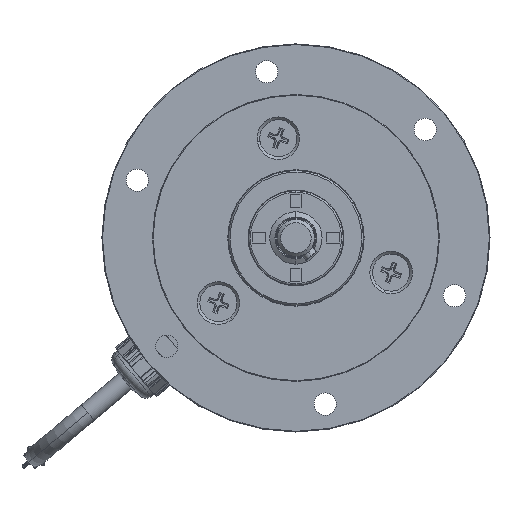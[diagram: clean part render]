
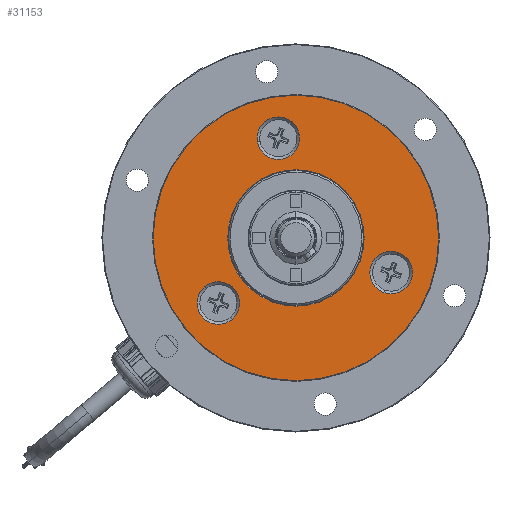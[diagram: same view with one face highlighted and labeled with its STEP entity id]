
A CAD part, front view. The second image highlights one B-rep face of the part: STEP entity #31153.
In plain terms, the highlighted planar face has unit normal (0, -1, 0).
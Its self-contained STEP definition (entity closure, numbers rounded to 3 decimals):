
#230 = CARTESIAN_POINT ( 'NONE',  ( 0., 0., 0. ) ) ;
#777 = ORIENTED_EDGE ( 'NONE', *, *, #29861, .T. ) ;
#1660 = AXIS2_PLACEMENT_3D ( 'NONE', #26091, #28870, #14517 ) ;
#1672 = ORIENTED_EDGE ( 'NONE', *, *, #22465, .T. ) ;
#1691 = CARTESIAN_POINT ( 'NONE',  ( -27.031, 0., -14.458 ) ) ;
#2152 = VERTEX_POINT ( 'NONE', #22307 ) ;
#2370 = DIRECTION ( 'NONE',  ( 0., -1., 0. ) ) ;
#2774 = DIRECTION ( 'NONE',  ( -0.342, 0., -0.94 ) ) ;
#3732 = CIRCLE ( 'NONE', #13410, 42.3 ) ;
#3776 = CARTESIAN_POINT ( 'NONE',  ( 30.346, 0., -4.341 ) ) ;
#3834 = FACE_BOUND ( 'NONE', #29217, .T. ) ;
#4096 = EDGE_LOOP ( 'NONE', ( #777, #1672 ) ) ;
#4279 = CARTESIAN_POINT ( 'NONE',  ( -22.981, 0., -19.284 ) ) ;
#4668 = CIRCLE ( 'NONE', #14267, 6.3 ) ;
#5168 = CARTESIAN_POINT ( 'NONE',  ( 28.191, 0., -10.261 ) ) ;
#5212 = AXIS2_PLACEMENT_3D ( 'NONE', #12305, #29136, #14773 ) ;
#5813 = ORIENTED_EDGE ( 'NONE', *, *, #6159, .T. ) ;
#5967 = AXIS2_PLACEMENT_3D ( 'NONE', #230, #17641, #2774 ) ;
#6159 = EDGE_CURVE ( 'NONE', #22432, #29064, #19488, .T. ) ;
#6782 = DIRECTION ( 'NONE',  ( -0.643, 0., 0.766 ) ) ;
#7690 = DIRECTION ( 'NONE',  ( -0.342, 0., -0.94 ) ) ;
#7745 = CIRCLE ( 'NONE', #15820, 6.3 ) ;
#8438 = AXIS2_PLACEMENT_3D ( 'NONE', #25082, #23666, #23354 ) ;
#8978 = ORIENTED_EDGE ( 'NONE', *, *, #28596, .F. ) ;
#10180 = CARTESIAN_POINT ( 'NONE',  ( -5.209, 0., 29.544 ) ) ;
#10432 = FACE_BOUND ( 'NONE', #21094, .T. ) ;
#10598 = ORIENTED_EDGE ( 'NONE', *, *, #27398, .F. ) ;
#11093 = VERTEX_POINT ( 'NONE', #1691 ) ;
#12305 = CARTESIAN_POINT ( 'NONE',  ( 28.191, 0., -10.261 ) ) ;
#12691 = DIRECTION ( 'NONE',  ( 0.985, 0., 0.174 ) ) ;
#13073 = CIRCLE ( 'NONE', #17897, 20.2 ) ;
#13410 = AXIS2_PLACEMENT_3D ( 'NONE', #27874, #13461, #30218 ) ;
#13461 = DIRECTION ( 'NONE',  ( 0., -1., 0. ) ) ;
#13943 = DIRECTION ( 'NONE',  ( 0., -1., 0. ) ) ;
#14225 = CARTESIAN_POINT ( 'NONE',  ( 0., 0., 0. ) ) ;
#14267 = AXIS2_PLACEMENT_3D ( 'NONE', #10180, #27151, #12691 ) ;
#14517 = DIRECTION ( 'NONE',  ( -0.342, 0., -0.94 ) ) ;
#14746 = ORIENTED_EDGE ( 'NONE', *, *, #28000, .F. ) ;
#14773 = DIRECTION ( 'NONE',  ( -0.342, 0., -0.94 ) ) ;
#14848 = VERTEX_POINT ( 'NONE', #31489 ) ;
#14945 = CARTESIAN_POINT ( 'NONE',  ( -18.932, 0., -24.11 ) ) ;
#15614 = ORIENTED_EDGE ( 'NONE', *, *, #26394, .F. ) ;
#15820 = AXIS2_PLACEMENT_3D ( 'NONE', #4279, #21513, #6782 ) ;
#16670 = DIRECTION ( 'NONE',  ( -0.342, 0., -0.94 ) ) ;
#17252 = CARTESIAN_POINT ( 'NONE',  ( -5.209, 0., 29.544 ) ) ;
#17455 = AXIS2_PLACEMENT_3D ( 'NONE', #5168, #22371, #7690 ) ;
#17641 = DIRECTION ( 'NONE',  ( 0., -1., 0. ) ) ;
#17897 = AXIS2_PLACEMENT_3D ( 'NONE', #14225, #30930, #16670 ) ;
#17991 = EDGE_LOOP ( 'NONE', ( #28403, #5813 ) ) ;
#18029 = CARTESIAN_POINT ( 'NONE',  ( 26.036, 0., -16.181 ) ) ;
#19488 = CIRCLE ( 'NONE', #8438, 20.2 ) ;
#19689 = DIRECTION ( 'NONE',  ( 0.985, 0., 0.174 ) ) ;
#19722 = CIRCLE ( 'NONE', #17455, 6.3 ) ;
#19875 = EDGE_LOOP ( 'NONE', ( #14746, #20361 ) ) ;
#20330 = AXIS2_PLACEMENT_3D ( 'NONE', #28337, #13943, #30683 ) ;
#20361 = ORIENTED_EDGE ( 'NONE', *, *, #21798, .F. ) ;
#21094 = EDGE_LOOP ( 'NONE', ( #8978, #15614 ) ) ;
#21465 = CARTESIAN_POINT ( 'NONE',  ( 0.995, 0., 30.638 ) ) ;
#21513 = DIRECTION ( 'NONE',  ( 0., -1., 0. ) ) ;
#21798 = EDGE_CURVE ( 'NONE', #30007, #29034, #26315, .T. ) ;
#22032 = VERTEX_POINT ( 'NONE', #30034 ) ;
#22083 = EDGE_CURVE ( 'NONE', #29064, #22432, #13073, .T. ) ;
#22307 = CARTESIAN_POINT ( 'NONE',  ( -11.414, 0., 28.45 ) ) ;
#22371 = DIRECTION ( 'NONE',  ( 0., -1., 0. ) ) ;
#22432 = VERTEX_POINT ( 'NONE', #27782 ) ;
#22465 = EDGE_CURVE ( 'NONE', #14848, #22032, #3732, .T. ) ;
#22884 = VERTEX_POINT ( 'NONE', #14945 ) ;
#23354 = DIRECTION ( 'NONE',  ( -0.342, 0., -0.94 ) ) ;
#23445 = FACE_OUTER_BOUND ( 'NONE', #4096, .T. ) ;
#23666 = DIRECTION ( 'NONE',  ( 0., 1., 0. ) ) ;
#23859 = CIRCLE ( 'NONE', #20330, 6.3 ) ;
#24190 = CIRCLE ( 'NONE', #5967, 42.3 ) ;
#24386 = ORIENTED_EDGE ( 'NONE', *, *, #28302, .F. ) ;
#25082 = CARTESIAN_POINT ( 'NONE',  ( 0., 0., 0. ) ) ;
#25726 = AXIS2_PLACEMENT_3D ( 'NONE', #17252, #2370, #19689 ) ;
#26091 = CARTESIAN_POINT ( 'NONE',  ( 0., 0., 0. ) ) ;
#26290 = VERTEX_POINT ( 'NONE', #21465 ) ;
#26315 = CIRCLE ( 'NONE', #5212, 6.3 ) ;
#26394 = EDGE_CURVE ( 'NONE', #2152, #26290, #26510, .T. ) ;
#26508 = PLANE ( 'NONE',  #1660 ) ;
#26510 = CIRCLE ( 'NONE', #25726, 6.3 ) ;
#27151 = DIRECTION ( 'NONE',  ( 0., -1., 0. ) ) ;
#27398 = EDGE_CURVE ( 'NONE', #22884, #11093, #23859, .T. ) ;
#27656 = CARTESIAN_POINT ( 'NONE',  ( -6.909, 0., -18.982 ) ) ;
#27782 = CARTESIAN_POINT ( 'NONE',  ( 6.909, 0., 18.982 ) ) ;
#27874 = CARTESIAN_POINT ( 'NONE',  ( 0., 0., 0. ) ) ;
#28000 = EDGE_CURVE ( 'NONE', #29034, #30007, #19722, .T. ) ;
#28302 = EDGE_CURVE ( 'NONE', #11093, #22884, #7745, .T. ) ;
#28337 = CARTESIAN_POINT ( 'NONE',  ( -22.981, 0., -19.284 ) ) ;
#28403 = ORIENTED_EDGE ( 'NONE', *, *, #22083, .T. ) ;
#28596 = EDGE_CURVE ( 'NONE', #26290, #2152, #4668, .T. ) ;
#28870 = DIRECTION ( 'NONE',  ( 0., -1., 0. ) ) ;
#28964 = FACE_BOUND ( 'NONE', #19875, .T. ) ;
#29034 = VERTEX_POINT ( 'NONE', #18029 ) ;
#29064 = VERTEX_POINT ( 'NONE', #27656 ) ;
#29136 = DIRECTION ( 'NONE',  ( 0., -1., 0. ) ) ;
#29217 = EDGE_LOOP ( 'NONE', ( #24386, #10598 ) ) ;
#29673 = FACE_BOUND ( 'NONE', #17991, .T. ) ;
#29861 = EDGE_CURVE ( 'NONE', #22032, #14848, #24190, .T. ) ;
#30007 = VERTEX_POINT ( 'NONE', #3776 ) ;
#30034 = CARTESIAN_POINT ( 'NONE',  ( 14.467, 0., 39.749 ) ) ;
#30218 = DIRECTION ( 'NONE',  ( -0.342, 0., -0.94 ) ) ;
#30683 = DIRECTION ( 'NONE',  ( -0.643, 0., 0.766 ) ) ;
#30930 = DIRECTION ( 'NONE',  ( 0., 1., 0. ) ) ;
#31153 = ADVANCED_FACE ( 'NONE', ( #29673, #23445, #10432, #3834, #28964 ), #26508, .T. ) ;
#31489 = CARTESIAN_POINT ( 'NONE',  ( -14.467, 0., -39.749 ) ) ;
